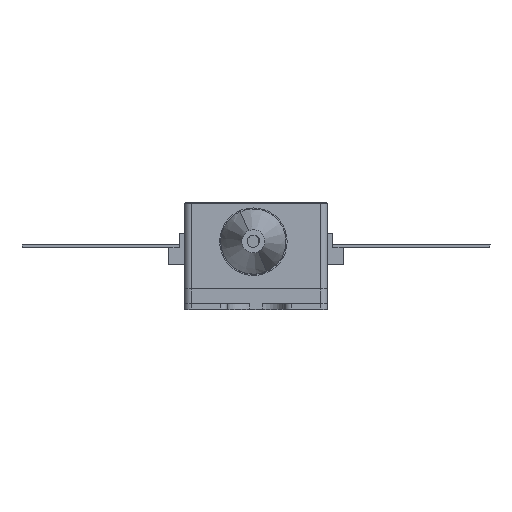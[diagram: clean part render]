
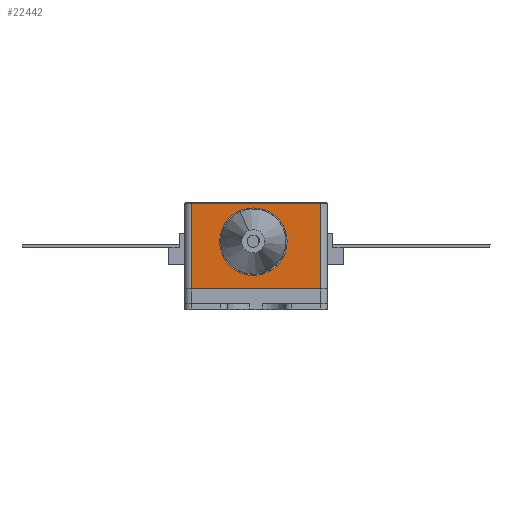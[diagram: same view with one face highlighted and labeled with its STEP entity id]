
A CAD part, top view. The second image highlights one B-rep face of the part: STEP entity #22442.
In plain terms, the highlighted planar face has unit normal (0, 0, 1).
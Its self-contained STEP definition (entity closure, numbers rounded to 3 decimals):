
#1919 = CARTESIAN_POINT ( 'NONE',  ( 0.813, -6.006, 25.4 ) ) ;
#2318 = CARTESIAN_POINT ( 'NONE',  ( 0.813, -6.006, 25.4 ) ) ;
#3161 = EDGE_CURVE ( 'NONE', #12061, #25272, #6830, .T. ) ;
#3392 = EDGE_LOOP ( 'NONE', ( #31003, #13258 ) ) ;
#4381 = CARTESIAN_POINT ( 'NONE',  ( -0.775, -6.006, 25.4 ) ) ;
#4460 = EDGE_CURVE ( 'NONE', #9525, #25430, #14966, .T. ) ;
#5933 = VECTOR ( 'NONE', #24551, 1000. ) ;
#6654 = CARTESIAN_POINT ( 'NONE',  ( -5.303, -10.206, 25.4 ) ) ;
#6830 = LINE ( 'NONE', #31530, #10771 ) ;
#7188 = CARTESIAN_POINT ( 'NONE',  ( 2.4, -6.006, 25.4 ) ) ;
#7214 = LINE ( 'NONE', #30308, #5933 ) ;
#9525 = VERTEX_POINT ( 'NONE', #29280 ) ;
#10256 = FACE_BOUND ( 'NONE', #3392, .T. ) ;
#10771 = VECTOR ( 'NONE', #14997, 1000. ) ;
#10827 = AXIS2_PLACEMENT_3D ( 'NONE', #2318, #15823, #18579 ) ;
#11903 = DIRECTION ( 'NONE',  ( 0., 0., 1. ) ) ;
#12061 = VERTEX_POINT ( 'NONE', #25256 ) ;
#13258 = ORIENTED_EDGE ( 'NONE', *, *, #18696, .F. ) ;
#13334 = VERTEX_POINT ( 'NONE', #4381 ) ;
#13918 = EDGE_CURVE ( 'NONE', #25430, #12061, #23034, .T. ) ;
#14966 = LINE ( 'NONE', #35046, #26626 ) ;
#14997 = DIRECTION ( 'NONE',  ( 1., 0., 0. ) ) ;
#15653 = EDGE_LOOP ( 'NONE', ( #23230, #32512, #33406, #25955 ) ) ;
#15823 = DIRECTION ( 'NONE',  ( 0., 0., 1. ) ) ;
#17613 = DIRECTION ( 'NONE',  ( 1., 0., 0. ) ) ;
#18405 = DIRECTION ( 'NONE',  ( 0., 0., 1. ) ) ;
#18579 = DIRECTION ( 'NONE',  ( 1., 0., 0. ) ) ;
#18696 = EDGE_CURVE ( 'NONE', #13334, #30526, #21344, .T. ) ;
#21050 = DIRECTION ( 'NONE',  ( 1., 0., 0. ) ) ;
#21149 = DIRECTION ( 'NONE',  ( -1., 0., 0. ) ) ;
#21344 = CIRCLE ( 'NONE', #10827, 1.587 ) ;
#22442 = ADVANCED_FACE ( 'NONE', ( #10256, #26616 ), #34137, .T. ) ;
#22600 = VECTOR ( 'NONE', #25531, 1000. ) ;
#23034 = LINE ( 'NONE', #27844, #22600 ) ;
#23230 = ORIENTED_EDGE ( 'NONE', *, *, #4460, .T. ) ;
#23414 = AXIS2_PLACEMENT_3D ( 'NONE', #1919, #18405, #21050 ) ;
#24551 = DIRECTION ( 'NONE',  ( 0., 1., 0. ) ) ;
#25239 = AXIS2_PLACEMENT_3D ( 'NONE', #6654, #11903, #17613 ) ;
#25256 = CARTESIAN_POINT ( 'NONE',  ( -4.703, -10.206, 25.4 ) ) ;
#25272 = VERTEX_POINT ( 'NONE', #28475 ) ;
#25430 = VERTEX_POINT ( 'NONE', #29417 ) ;
#25531 = DIRECTION ( 'NONE',  ( 0., -1., 0. ) ) ;
#25955 = ORIENTED_EDGE ( 'NONE', *, *, #35686, .T. ) ;
#26616 = FACE_OUTER_BOUND ( 'NONE', #15653, .T. ) ;
#26626 = VECTOR ( 'NONE', #21149, 1000. ) ;
#27844 = CARTESIAN_POINT ( 'NONE',  ( -4.703, -10.206, 25.4 ) ) ;
#28475 = CARTESIAN_POINT ( 'NONE',  ( 6.797, -10.206, 25.4 ) ) ;
#29280 = CARTESIAN_POINT ( 'NONE',  ( 6.797, -2.606, 25.4 ) ) ;
#29417 = CARTESIAN_POINT ( 'NONE',  ( -4.703, -2.606, 25.4 ) ) ;
#30308 = CARTESIAN_POINT ( 'NONE',  ( 6.797, -2.606, 25.4 ) ) ;
#30526 = VERTEX_POINT ( 'NONE', #7188 ) ;
#31003 = ORIENTED_EDGE ( 'NONE', *, *, #35149, .F. ) ;
#31530 = CARTESIAN_POINT ( 'NONE',  ( -5.303, -10.206, 25.4 ) ) ;
#32512 = ORIENTED_EDGE ( 'NONE', *, *, #13918, .T. ) ;
#33406 = ORIENTED_EDGE ( 'NONE', *, *, #3161, .T. ) ;
#33644 = CIRCLE ( 'NONE', #23414, 1.587 ) ;
#34137 = PLANE ( 'NONE',  #25239 ) ;
#35046 = CARTESIAN_POINT ( 'NONE',  ( -5.303, -2.606, 25.4 ) ) ;
#35149 = EDGE_CURVE ( 'NONE', #30526, #13334, #33644, .T. ) ;
#35686 = EDGE_CURVE ( 'NONE', #25272, #9525, #7214, .T. ) ;
